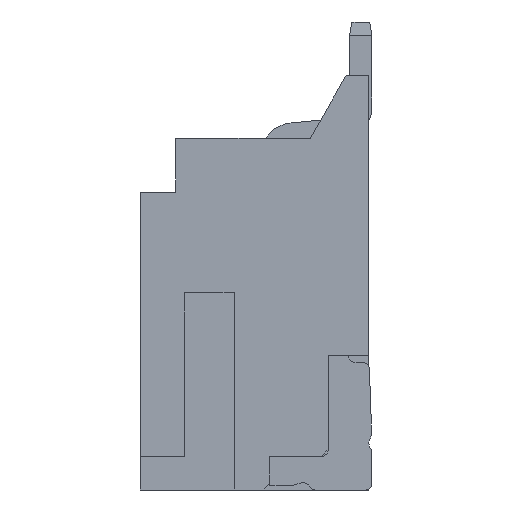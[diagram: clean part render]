
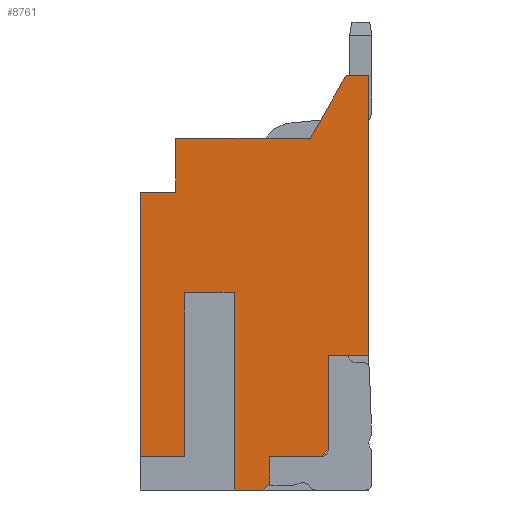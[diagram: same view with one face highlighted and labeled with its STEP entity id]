
A CAD part, left-side view. The second image highlights one B-rep face of the part: STEP entity #8761.
In plain terms, the highlighted planar face has unit normal (-1, 0, 0).
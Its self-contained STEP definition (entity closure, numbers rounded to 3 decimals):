
#57 = LINE ( 'NONE', #5756, #9321 ) ;
#236 = CARTESIAN_POINT ( 'NONE',  ( -8., -2.55, -3.45 ) ) ;
#465 = EDGE_CURVE ( 'NONE', #4230, #4430, #20262, .T. ) ;
#774 = DIRECTION ( 'NONE',  ( 0., 0., -1. ) ) ;
#1211 = CARTESIAN_POINT ( 'NONE',  ( -8., -2.55, -7.1 ) ) ;
#1437 = ORIENTED_EDGE ( 'NONE', *, *, #3873, .F. ) ;
#1566 = EDGE_CURVE ( 'NONE', #8157, #2832, #57, .T. ) ;
#1628 = CARTESIAN_POINT ( 'NONE',  ( -8., 0., -1.2 ) ) ;
#1639 = ORIENTED_EDGE ( 'NONE', *, *, #21910, .F. ) ;
#1673 = VERTEX_POINT ( 'NONE', #5816 ) ;
#1780 = VECTOR ( 'NONE', #5631, 1000. ) ;
#1882 = DIRECTION ( 'NONE',  ( 0., 0., 1. ) ) ;
#2136 = LINE ( 'NONE', #11852, #22087 ) ;
#2179 = DIRECTION ( 'NONE',  ( 0., 0.707, -0.707 ) ) ;
#2542 = VECTOR ( 'NONE', #16495, 1000. ) ;
#2628 = ORIENTED_EDGE ( 'NONE', *, *, #1566, .T. ) ;
#2639 = VECTOR ( 'NONE', #6363, 1000. ) ;
#2832 = VERTEX_POINT ( 'NONE', #23231 ) ;
#2837 = CARTESIAN_POINT ( 'NONE',  ( -8., -1., -3.225 ) ) ;
#2884 = VECTOR ( 'NONE', #5234, 1000. ) ;
#2927 = EDGE_CURVE ( 'NONE', #9806, #13354, #16028, .T. ) ;
#3204 = VERTEX_POINT ( 'NONE', #3989 ) ;
#3210 = EDGE_CURVE ( 'NONE', #22264, #3204, #2136, .T. ) ;
#3260 = CARTESIAN_POINT ( 'NONE',  ( -8., -0.8, -1.2 ) ) ;
#3275 = CARTESIAN_POINT ( 'NONE',  ( -8., 0., -7.1 ) ) ;
#3743 = CARTESIAN_POINT ( 'NONE',  ( -8., -2.55, -1.2 ) ) ;
#3873 = EDGE_CURVE ( 'NONE', #7945, #4357, #8404, .T. ) ;
#3890 = CARTESIAN_POINT ( 'NONE',  ( -8., -2.9, -7.7 ) ) ;
#3989 = CARTESIAN_POINT ( 'NONE',  ( -8., -5.1, 1.4 ) ) ;
#4133 = LINE ( 'NONE', #8410, #23413 ) ;
#4230 = VERTEX_POINT ( 'NONE', #8883 ) ;
#4306 = ORIENTED_EDGE ( 'NONE', *, *, #9921, .F. ) ;
#4357 = VERTEX_POINT ( 'NONE', #23046 ) ;
#4430 = VERTEX_POINT ( 'NONE', #21365 ) ;
#4431 = CARTESIAN_POINT ( 'NONE',  ( -8., -4.2, -4.85 ) ) ;
#4565 = DIRECTION ( 'NONE',  ( 0., 0., 1. ) ) ;
#4632 = FACE_OUTER_BOUND ( 'NONE', #9555, .T. ) ;
#4738 = LINE ( 'NONE', #22525, #2542 ) ;
#5000 = DIRECTION ( 'NONE',  ( 0., -1., 0. ) ) ;
#5009 = AXIS2_PLACEMENT_3D ( 'NONE', #24621, #12625, #10430 ) ;
#5234 = DIRECTION ( 'NONE',  ( 0., 0.707, -0.707 ) ) ;
#5377 = CARTESIAN_POINT ( 'NONE',  ( -8., -4.85, 1.4 ) ) ;
#5426 = VECTOR ( 'NONE', #4565, 1000. ) ;
#5567 = CARTESIAN_POINT ( 'NONE',  ( -8., -2.1, -3.45 ) ) ;
#5631 = DIRECTION ( 'NONE',  ( 0., 1., 0. ) ) ;
#5756 = CARTESIAN_POINT ( 'NONE',  ( -8., -2.9, -6.025 ) ) ;
#5789 = ORIENTED_EDGE ( 'NONE', *, *, #11810, .F. ) ;
#5816 = CARTESIAN_POINT ( 'NONE',  ( -8., -4.05, -7.1 ) ) ;
#5881 = EDGE_CURVE ( 'NONE', #10988, #9806, #10240, .T. ) ;
#6050 = LINE ( 'NONE', #3743, #12873 ) ;
#6337 = LINE ( 'NONE', #23783, #8344 ) ;
#6363 = DIRECTION ( 'NONE',  ( 0., -0.496, 0.868 ) ) ;
#6544 = PLANE ( 'NONE',  #5009 ) ;
#7105 = CARTESIAN_POINT ( 'NONE',  ( -8., -0.8, 0. ) ) ;
#7945 = VERTEX_POINT ( 'NONE', #4431 ) ;
#8081 = CARTESIAN_POINT ( 'NONE',  ( -8., -3.8, 0. ) ) ;
#8157 = VERTEX_POINT ( 'NONE', #3890 ) ;
#8237 = VERTEX_POINT ( 'NONE', #3275 ) ;
#8344 = VECTOR ( 'NONE', #21947, 1000. ) ;
#8404 = LINE ( 'NONE', #20223, #17806 ) ;
#8410 = CARTESIAN_POINT ( 'NONE',  ( -8., -4.2, -6.95 ) ) ;
#8550 = CARTESIAN_POINT ( 'NONE',  ( -8., -2.55, -7.85 ) ) ;
#8761 = ADVANCED_FACE ( 'NONE', ( #4632 ), #6544, .F. ) ;
#8883 = CARTESIAN_POINT ( 'NONE',  ( -8., -3.8, 0. ) ) ;
#9171 = VECTOR ( 'NONE', #21924, 1000. ) ;
#9321 = VECTOR ( 'NONE', #13654, 1000. ) ;
#9493 = ORIENTED_EDGE ( 'NONE', *, *, #5881, .F. ) ;
#9555 = EDGE_LOOP ( 'NONE', ( #13725, #1437, #16215, #11779, #1639, #11086, #21462, #21149, #22745, #13332, #12624, #21367, #13024, #9493, #15340, #4306, #2628, #5789 ) ) ;
#9806 = VERTEX_POINT ( 'NONE', #5567 ) ;
#9921 = EDGE_CURVE ( 'NONE', #8157, #21812, #17166, .T. ) ;
#9957 = CARTESIAN_POINT ( 'NONE',  ( -8., -2.1, -7.85 ) ) ;
#10240 = LINE ( 'NONE', #12065, #5426 ) ;
#10430 = DIRECTION ( 'NONE',  ( 0., 0., -1. ) ) ;
#10567 = DIRECTION ( 'NONE',  ( 0., 0., 1. ) ) ;
#10878 = EDGE_CURVE ( 'NONE', #22264, #7945, #21647, .T. ) ;
#10988 = VERTEX_POINT ( 'NONE', #9957 ) ;
#10992 = LINE ( 'NONE', #2837, #17539 ) ;
#11025 = EDGE_CURVE ( 'NONE', #10988, #21812, #21950, .T. ) ;
#11086 = ORIENTED_EDGE ( 'NONE', *, *, #465, .F. ) ;
#11779 = ORIENTED_EDGE ( 'NONE', *, *, #3210, .T. ) ;
#11810 = EDGE_CURVE ( 'NONE', #1673, #2832, #19261, .T. ) ;
#11852 = CARTESIAN_POINT ( 'NONE',  ( -8., -5.1, -3.225 ) ) ;
#12065 = CARTESIAN_POINT ( 'NONE',  ( -8., -2.1, -3.225 ) ) ;
#12624 = ORIENTED_EDGE ( 'NONE', *, *, #14894, .F. ) ;
#12625 = DIRECTION ( 'NONE',  ( 1., 0., 0. ) ) ;
#12873 = VECTOR ( 'NONE', #20096, 1000. ) ;
#13024 = ORIENTED_EDGE ( 'NONE', *, *, #2927, .F. ) ;
#13332 = ORIENTED_EDGE ( 'NONE', *, *, #22762, .F. ) ;
#13336 = VECTOR ( 'NONE', #5000, 1000. ) ;
#13354 = VERTEX_POINT ( 'NONE', #20001 ) ;
#13432 = CARTESIAN_POINT ( 'NONE',  ( -8., -2.55, -4.85 ) ) ;
#13654 = DIRECTION ( 'NONE',  ( 0., 0., 1. ) ) ;
#13725 = ORIENTED_EDGE ( 'NONE', *, *, #24158, .F. ) ;
#14894 = EDGE_CURVE ( 'NONE', #20712, #8237, #4738, .T. ) ;
#15340 = ORIENTED_EDGE ( 'NONE', *, *, #11025, .T. ) ;
#16028 = LINE ( 'NONE', #236, #9171 ) ;
#16215 = ORIENTED_EDGE ( 'NONE', *, *, #10878, .F. ) ;
#16437 = DIRECTION ( 'NONE',  ( 0., -1., 0. ) ) ;
#16495 = DIRECTION ( 'NONE',  ( 0., 1., 0. ) ) ;
#16675 = LINE ( 'NONE', #22560, #16718 ) ;
#16718 = VECTOR ( 'NONE', #10567, 1000. ) ;
#16936 = VERTEX_POINT ( 'NONE', #3260 ) ;
#17166 = LINE ( 'NONE', #22904, #2884 ) ;
#17340 = VERTEX_POINT ( 'NONE', #7105 ) ;
#17539 = VECTOR ( 'NONE', #774, 1000. ) ;
#17806 = VECTOR ( 'NONE', #20340, 1000. ) ;
#18731 = EDGE_CURVE ( 'NONE', #17340, #4230, #23207, .T. ) ;
#18902 = CARTESIAN_POINT ( 'NONE',  ( -8., -1., -7.1 ) ) ;
#19005 = LINE ( 'NONE', #5377, #13336 ) ;
#19261 = LINE ( 'NONE', #1211, #1780 ) ;
#19681 = VECTOR ( 'NONE', #25033, 1000. ) ;
#19962 = VECTOR ( 'NONE', #25541, 1000. ) ;
#20001 = CARTESIAN_POINT ( 'NONE',  ( -8., -1., -3.45 ) ) ;
#20096 = DIRECTION ( 'NONE',  ( 0., -1., 0. ) ) ;
#20214 = CARTESIAN_POINT ( 'NONE',  ( -8., -2.75, -7.85 ) ) ;
#20223 = CARTESIAN_POINT ( 'NONE',  ( -8., -4.2, -3.225 ) ) ;
#20262 = LINE ( 'NONE', #8081, #2639 ) ;
#20340 = DIRECTION ( 'NONE',  ( 0., 0., -1. ) ) ;
#20712 = VERTEX_POINT ( 'NONE', #18902 ) ;
#20872 = CARTESIAN_POINT ( 'NONE',  ( -8., -2.55, 0. ) ) ;
#21149 = ORIENTED_EDGE ( 'NONE', *, *, #21387, .F. ) ;
#21207 = CARTESIAN_POINT ( 'NONE',  ( -8., -5.1, -4.85 ) ) ;
#21365 = CARTESIAN_POINT ( 'NONE',  ( -8., -4.6, 1.4 ) ) ;
#21367 = ORIENTED_EDGE ( 'NONE', *, *, #23958, .F. ) ;
#21387 = EDGE_CURVE ( 'NONE', #16936, #17340, #6337, .T. ) ;
#21462 = ORIENTED_EDGE ( 'NONE', *, *, #18731, .F. ) ;
#21647 = LINE ( 'NONE', #13432, #19962 ) ;
#21719 = EDGE_CURVE ( 'NONE', #23100, #16936, #6050, .T. ) ;
#21812 = VERTEX_POINT ( 'NONE', #20214 ) ;
#21910 = EDGE_CURVE ( 'NONE', #4430, #3204, #19005, .T. ) ;
#21924 = DIRECTION ( 'NONE',  ( 0., 1., 0. ) ) ;
#21947 = DIRECTION ( 'NONE',  ( 0., 0., 1. ) ) ;
#21950 = LINE ( 'NONE', #8550, #23736 ) ;
#22087 = VECTOR ( 'NONE', #1882, 1000. ) ;
#22264 = VERTEX_POINT ( 'NONE', #21207 ) ;
#22525 = CARTESIAN_POINT ( 'NONE',  ( -8., -2.55, -7.1 ) ) ;
#22560 = CARTESIAN_POINT ( 'NONE',  ( -8., 0., -3.225 ) ) ;
#22745 = ORIENTED_EDGE ( 'NONE', *, *, #21719, .F. ) ;
#22762 = EDGE_CURVE ( 'NONE', #8237, #23100, #16675, .T. ) ;
#22904 = CARTESIAN_POINT ( 'NONE',  ( -8., -2.9, -7.7 ) ) ;
#23046 = CARTESIAN_POINT ( 'NONE',  ( -8., -4.2, -6.95 ) ) ;
#23100 = VERTEX_POINT ( 'NONE', #1628 ) ;
#23207 = LINE ( 'NONE', #20872, #19681 ) ;
#23231 = CARTESIAN_POINT ( 'NONE',  ( -8., -2.9, -7.1 ) ) ;
#23413 = VECTOR ( 'NONE', #2179, 1000. ) ;
#23736 = VECTOR ( 'NONE', #16437, 1000. ) ;
#23783 = CARTESIAN_POINT ( 'NONE',  ( -8., -0.8, -3.925 ) ) ;
#23958 = EDGE_CURVE ( 'NONE', #13354, #20712, #10992, .T. ) ;
#24158 = EDGE_CURVE ( 'NONE', #4357, #1673, #4133, .T. ) ;
#24621 = CARTESIAN_POINT ( 'NONE',  ( -8., -2.55, -3.225 ) ) ;
#25033 = DIRECTION ( 'NONE',  ( 0., -1., 0. ) ) ;
#25541 = DIRECTION ( 'NONE',  ( 0., 1., 0. ) ) ;
